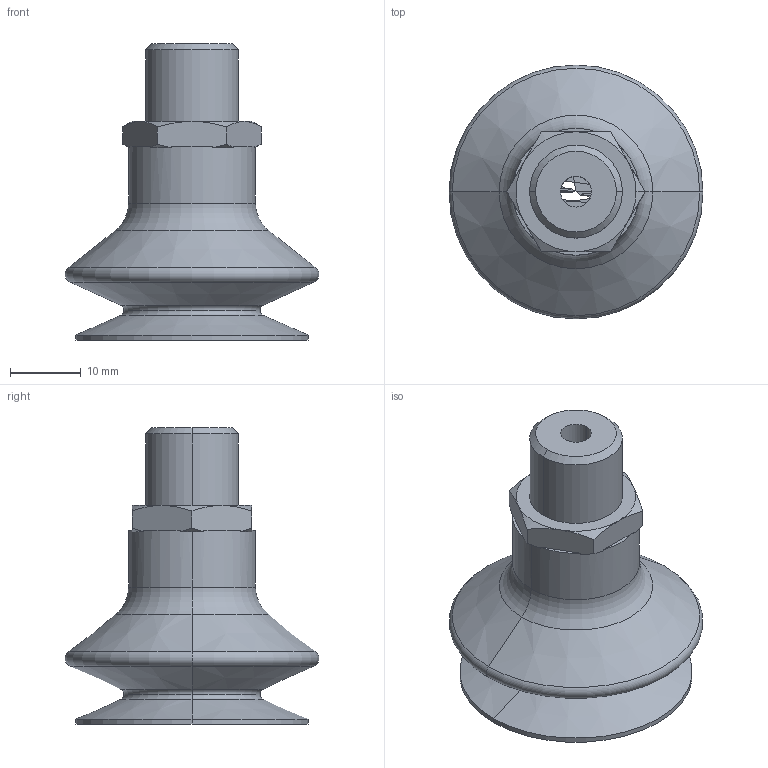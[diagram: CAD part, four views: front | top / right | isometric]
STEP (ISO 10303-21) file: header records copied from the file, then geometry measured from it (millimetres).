
FILE_DESCRIPTION (( 'STEP AP203' ), '1' );
FILE_NAME ('10.01.06.00081.step', '2021-04-14T12:44:45', ( '' ), ( '' ), 'SwSTEP 2.0', 'SolidWorks 2021', '' );
FILE_SCHEMA (( 'CONFIG_CONTROL_DESIGN' ));
Length unit declared in the file: millimetre
Products named in the file (1): 10.01.06.00081
Bounding box: 36 x 36 x 42 mm (x, y, z)
Volume: 8848.7 mm3; surface area: 7470.6 mm2
Topology: 1 solids, 1 shells, 77 faces, 177 edges, 103 vertices
Faces by surface type: cone 32, plane 17, torus 16, cylinder 12
Entity records: 2151 total; most frequent: CARTESIAN_POINT 422, DIRECTION 380, ORIENTED_EDGE 334, EDGE_CURVE 167, AXIS2_PLACEMENT_3D 163, VERTEX_POINT 97, CIRCLE 87, EDGE_LOOP 80
